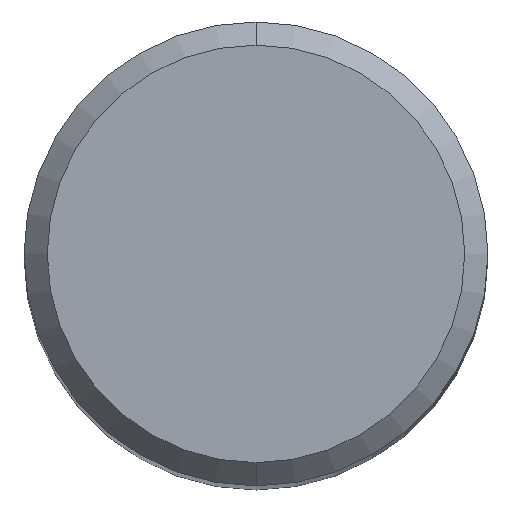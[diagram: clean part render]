
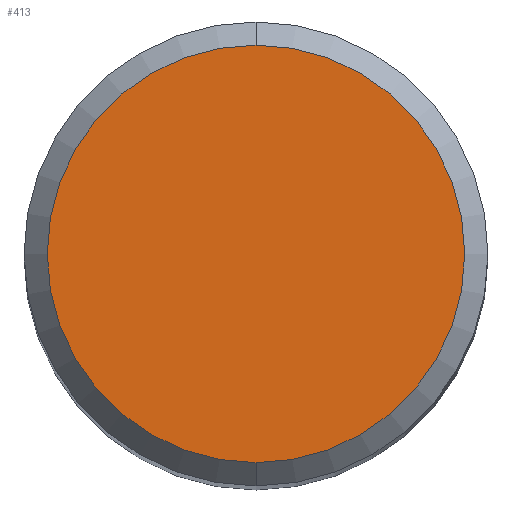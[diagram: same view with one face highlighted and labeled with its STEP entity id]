
A CAD part, top view. The second image highlights one B-rep face of the part: STEP entity #413.
In plain terms, the highlighted planar face has unit normal (0, 0, 1).
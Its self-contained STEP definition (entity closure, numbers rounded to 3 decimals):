
#171=EDGE_CURVE('',#235,#257,#463,.T.);
#235=VERTEX_POINT('',#534);
#257=VERTEX_POINT('',#557);
#283=EDGE_CURVE('',#257,#235,#584,.T.);
#413=ADVANCED_FACE('',(#724),#725,.T.);
#463=CIRCLE('',#775,4.5);
#534=CARTESIAN_POINT('',(0.0,4.5,0.0));
#557=CARTESIAN_POINT('',(0.,-4.5,0.0));
#584=CIRCLE('',#1023,4.5);
#724=FACE_OUTER_BOUND('',#1371,.T.);
#725=PLANE('',#1372);
#775=AXIS2_PLACEMENT_3D('',#1422,#1423,#1424);
#1023=AXIS2_PLACEMENT_3D('',#1518,#1519,#1520);
#1371=EDGE_LOOP('',(#1669,#1670));
#1372=AXIS2_PLACEMENT_3D('',#1671,#1672,#1673);
#1422=CARTESIAN_POINT('',(0.0,0.0,0.0));
#1423=DIRECTION('',(0.0,0.0,-1.0));
#1424=DIRECTION('',(0.0,1.0,0.0));
#1518=CARTESIAN_POINT('',(0.0,0.0,0.0));
#1519=DIRECTION('',(0.0,0.0,-1.0));
#1520=DIRECTION('',(0.0,1.0,0.0));
#1669=ORIENTED_EDGE('',*,*,#171,.F.);
#1670=ORIENTED_EDGE('',*,*,#283,.F.);
#1671=CARTESIAN_POINT('',(0.0,2.25,0.0));
#1672=DIRECTION('',(-0.0,0.0,1.0));
#1673=DIRECTION('',(0.0,-1.0,0.0));
